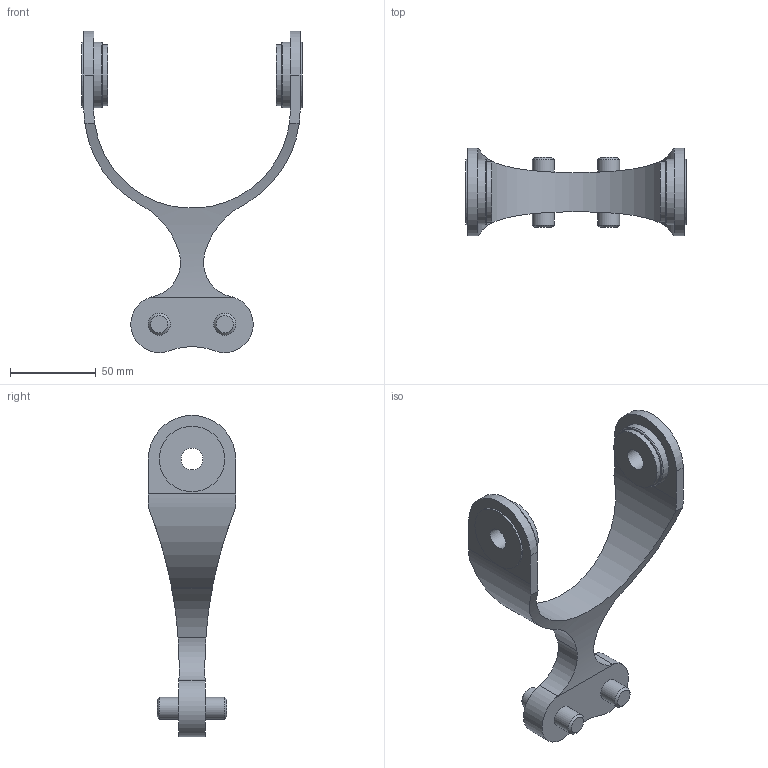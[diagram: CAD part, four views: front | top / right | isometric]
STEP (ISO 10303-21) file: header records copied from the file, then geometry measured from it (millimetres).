
FILE_DESCRIPTION( ( '' ), ' ' );
FILE_NAME( '5817855b5aa2f4106138e1c6.step', '2016-10-31T17:54:35', ( '' ), ( '' ), ' ', ' ', ' ' );
FILE_SCHEMA( ( 'AUTOMOTIVE_DESIGN { 1 0 10303 214 1 1 1 1 }' ) );
Length unit declared in the file: metre
Products named in the file (1): trunk
Bounding box: 128.27 x 50.8 x 186.89 mm (x, y, z)
Volume: 130387.9 mm3; surface area: 38055.3 mm2
Topology: 1 solids, 1 shells, 54 faces, 126 edges, 84 vertices
Faces by surface type: cylinder 28, plane 20, cone 4, torus 2
Full cylindrical faces by diameter (mm): 12.7 x6, 35.56 x2, 38.1 x4
Entity records: 2240 total; most frequent: CARTESIAN_POINT 649, DIRECTION 238, ORIENTED_EDGE 204, AXIS2_PLACEMENT_3D 103, EDGE_CURVE 102, EDGE_LOOP 86, VERTEX_POINT 78, FACE_OUTER_BOUND 68
